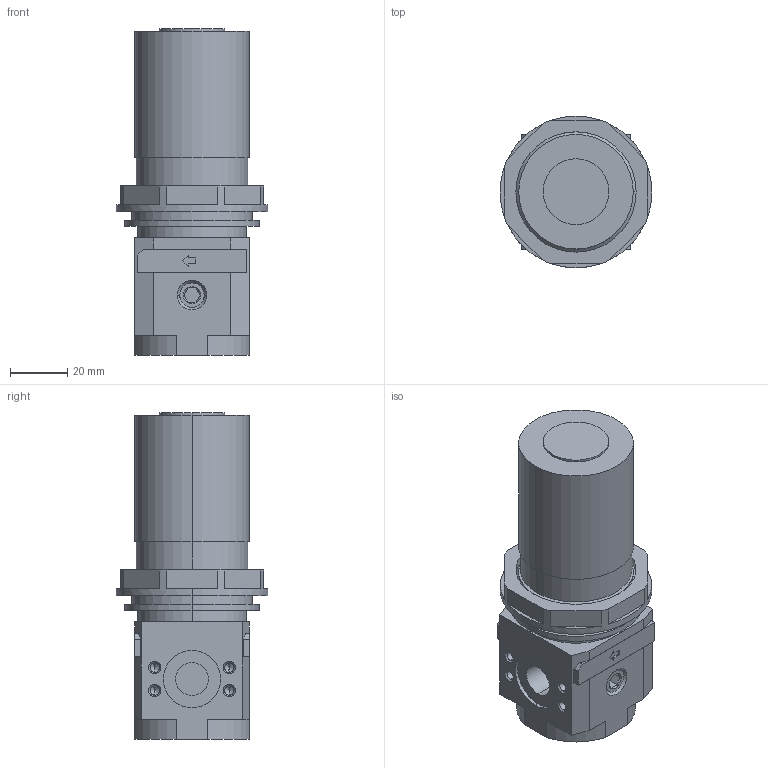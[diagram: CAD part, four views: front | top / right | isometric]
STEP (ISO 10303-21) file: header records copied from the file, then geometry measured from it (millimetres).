
FILE_DESCRIPTION((''),'2;1');
FILE_NAME('17022B_.stp','2003-06-16T14:42:12',('maffial1'),(''),'Autodesk Inventor 7','Autodesk Inventor 7','');
FILE_SCHEMA(('AUTOMOTIVE_DESIGN { 1 0 10303 214 1 1 1 1 }'));
Length unit declared in the file: millimetre
Products named in the file (4): 17022B_; 17022B_(1); RK_1701_020; RS_1702_12
Assembly tree (3 placements, depth 2):
  17022B_
    17022B_(1)
    RK_1701_020
    RS_1702_12
Bounding box: 53 x 53 x 114 mm (x, y, z)
Volume: 156599.1 mm3; surface area: 30056.2 mm2
Topology: 3 solids, 5 shells, 217 faces, 519 edges, 319 vertices
Faces by surface type: plane 75, bspline 58, cylinder 48, cone 32, torus 4
Entity records: 6664 total; most frequent: CARTESIAN_POINT 1716, DIRECTION 998, ORIENTED_EDGE 998, EDGE_CURVE 499, AXIS2_PLACEMENT_3D 345, VERTEX_POINT 319, VECTOR 308, LINE 308
